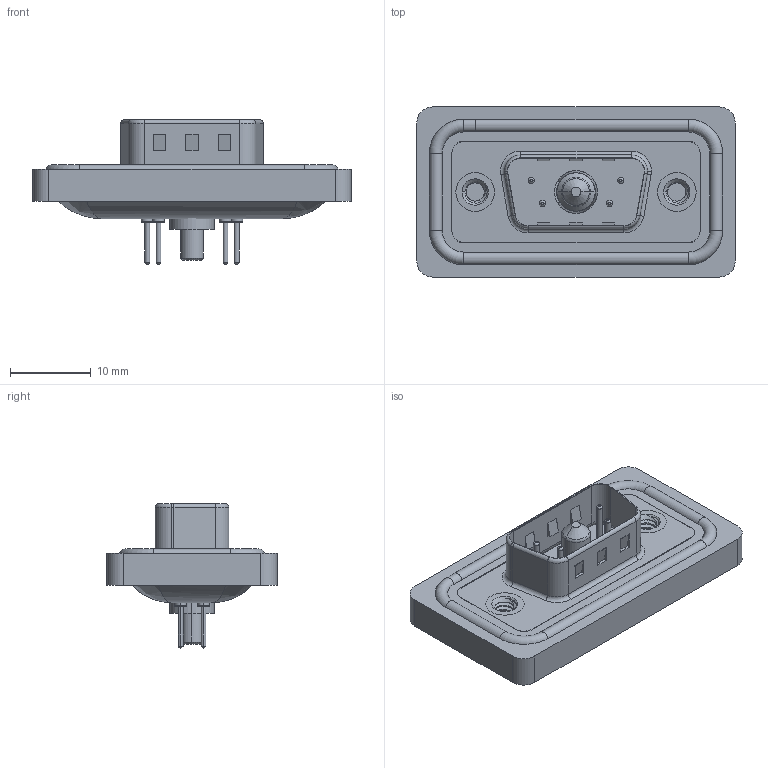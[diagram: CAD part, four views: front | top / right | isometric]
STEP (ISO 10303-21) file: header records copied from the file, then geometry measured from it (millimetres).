
FILE_DESCRIPTION (( 'STEP AP203' ), '1' );
FILE_NAME ('627W5W1-124-2N2.STEP', '2024-03-20T14:08:21', ( '' ), ( '' ), 'SwSTEP 2.0', 'SolidWorks 2023', '' );
FILE_SCHEMA (( 'CONFIG_CONTROL_DESIGN' ));
Length unit declared in the file: millimetre
Products named in the file (9): 627Combo Threaded Rivet_2; 627Combo Housing_5W1; 627Combo Waterproof Housing_09 Contacts; Power Pin_20A S; 627Combo Shell Rear_09 Contacts; 627Combo Contact Row 1_24; 627W5W1-124-2N2; 627Combo Shell Front_09 Contacts; 627Combo Contact Row 2_24
Assembly tree (11 placements, depth 2):
  627W5W1-124-2N2
    627Combo Housing_5W1
    627Combo Waterproof Housing_09 Contacts
    627Combo Shell Rear_09 Contacts
    627Combo Shell Front_09 Contacts
    627Combo Threaded Rivet_2  x2
    Power Pin_20A S
    627Combo Contact Row 1_24  x2
    627Combo Contact Row 2_24  x2
Bounding box: 39.5 x 21.1 x 17.9 mm (x, y, z)
Volume: 4387.5 mm3; surface area: 6941.3 mm2
Topology: 13 solids, 13 shells, 598 faces, 1399 edges, 863 vertices
Faces by surface type: cylinder 255, plane 183, torus 130, cone 19, bspline 11
Entity records: 17484 total; most frequent: CARTESIAN_POINT 4388, DIRECTION 2724, ORIENTED_EDGE 2400, EDGE_CURVE 1200, AXIS2_PLACEMENT_3D 1082, VERTEX_POINT 747, EDGE_LOOP 579, CIRCLE 569
